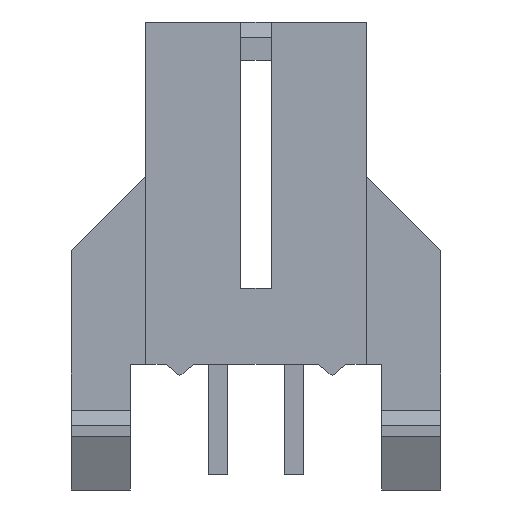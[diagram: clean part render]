
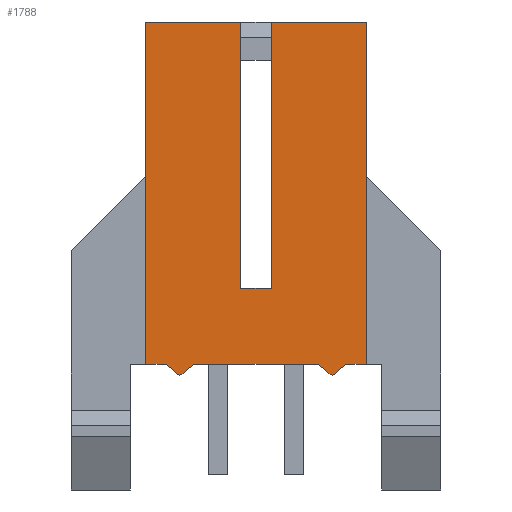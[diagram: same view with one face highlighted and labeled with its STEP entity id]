
A CAD part, front view. The second image highlights one B-rep face of the part: STEP entity #1788.
In plain terms, the highlighted planar face has unit normal (0, -1, 0).
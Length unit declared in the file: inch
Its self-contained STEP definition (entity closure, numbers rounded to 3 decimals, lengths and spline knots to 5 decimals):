
#5=DIRECTION('',(1.,0.,0.));
#6=VECTOR('',#5,0.16425);
#7=CARTESIAN_POINT('',(-0.08212,-0.1,-0.225));
#8=LINE('',#7,#6);
#29=DIRECTION('',(1.,0.,0.));
#30=VECTOR('',#29,0.02712);
#31=CARTESIAN_POINT('',(0.11788,-0.1,-0.225));
#32=LINE('',#31,#30);
#49=DIRECTION('',(1.,0.,0.));
#50=VECTOR('',#49,0.02712);
#51=CARTESIAN_POINT('',(-0.145,-0.1,-0.225));
#52=LINE('',#51,#50);
#169=DIRECTION('',(-0.766,0.,-0.643));
#170=VECTOR('',#169,0.02334);
#171=CARTESIAN_POINT('',(0.11788,-0.1,-0.225));
#172=LINE('',#171,#170);
#173=DIRECTION('',(-0.766,0.,0.643));
#174=VECTOR('',#173,0.02334);
#175=CARTESIAN_POINT('',(0.1,-0.1,-0.24));
#176=LINE('',#175,#174);
#177=DIRECTION('',(-0.766,0.,-0.643));
#178=VECTOR('',#177,0.02334);
#179=CARTESIAN_POINT('',(-0.08212,-0.1,-0.225));
#180=LINE('',#179,#178);
#181=DIRECTION('',(-0.766,0.,0.643));
#182=VECTOR('',#181,0.02334);
#183=CARTESIAN_POINT('',(-0.1,-0.1,-0.24));
#184=LINE('',#183,#182);
#185=DIRECTION('',(0.,0.,1.));
#186=VECTOR('',#185,0.45);
#187=CARTESIAN_POINT('',(-0.145,-0.1,-0.225));
#188=LINE('',#187,#186);
#189=DIRECTION('',(0.,0.,-1.));
#190=VECTOR('',#189,0.35);
#191=CARTESIAN_POINT('',(-0.02,-0.1,0.225));
#192=LINE('',#191,#190);
#193=DIRECTION('',(1.,0.,0.));
#194=VECTOR('',#193,0.04);
#195=CARTESIAN_POINT('',(-0.02,-0.1,-0.125));
#196=LINE('',#195,#194);
#197=DIRECTION('',(0.,0.,-1.));
#198=VECTOR('',#197,0.35);
#199=CARTESIAN_POINT('',(0.02,-0.1,0.225));
#200=LINE('',#199,#198);
#527=DIRECTION('',(0.,0.,1.));
#528=VECTOR('',#527,0.45);
#529=CARTESIAN_POINT('',(0.145,-0.1,-0.225));
#530=LINE('',#529,#528);
#721=DIRECTION('',(1.,0.,0.));
#722=VECTOR('',#721,0.125);
#723=CARTESIAN_POINT('',(-0.145,-0.1,0.225));
#724=LINE('',#723,#722);
#737=DIRECTION('',(1.,0.,0.));
#738=VECTOR('',#737,0.125);
#739=CARTESIAN_POINT('',(0.02,-0.1,0.225));
#740=LINE('',#739,#738);
#1202=CARTESIAN_POINT('',(-0.145,-0.1,0.225));
#1204=VERTEX_POINT('',#1202);
#1205=CARTESIAN_POINT('',(0.145,-0.1,0.225));
#1207=VERTEX_POINT('',#1205);
#1209=CARTESIAN_POINT('',(-0.145,-0.1,-0.225));
#1210=VERTEX_POINT('',#1209);
#1211=CARTESIAN_POINT('',(0.145,-0.1,-0.225));
#1212=VERTEX_POINT('',#1211);
#1309=CARTESIAN_POINT('',(-0.1,-0.1,-0.24));
#1311=VERTEX_POINT('',#1309);
#1313=CARTESIAN_POINT('',(0.1,-0.1,-0.24));
#1315=VERTEX_POINT('',#1313);
#1317=CARTESIAN_POINT('',(-0.08212,-0.1,-0.225));
#1319=VERTEX_POINT('',#1317);
#1321=CARTESIAN_POINT('',(-0.11788,-0.1,-0.225));
#1323=VERTEX_POINT('',#1321);
#1325=CARTESIAN_POINT('',(0.11788,-0.1,-0.225));
#1327=VERTEX_POINT('',#1325);
#1329=CARTESIAN_POINT('',(0.08212,-0.1,-0.225));
#1331=VERTEX_POINT('',#1329);
#1509=CARTESIAN_POINT('',(-0.02,-0.1,0.225));
#1511=VERTEX_POINT('',#1509);
#1513=CARTESIAN_POINT('',(0.02,-0.1,0.225));
#1515=VERTEX_POINT('',#1513);
#1517=CARTESIAN_POINT('',(-0.02,-0.1,-0.125));
#1518=CARTESIAN_POINT('',(0.02,-0.1,-0.125));
#1519=VERTEX_POINT('',#1517);
#1520=VERTEX_POINT('',#1518);
#1758=CARTESIAN_POINT('',(-0.145,-0.1,-0.225));
#1759=DIRECTION('',(0.,-1.,0.));
#1760=DIRECTION('',(1.,0.,0.));
#1761=AXIS2_PLACEMENT_3D('',#1758,#1759,#1760);
#1762=PLANE('',#1761);
#1763=ORIENTED_EDGE('',*,*,#1642,.F.);
#1765=ORIENTED_EDGE('',*,*,#1764,.T.);
#1766=ORIENTED_EDGE('',*,*,#1750,.T.);
#1767=ORIENTED_EDGE('',*,*,#1600,.F.);
#1768=ORIENTED_EDGE('',*,*,#1703,.T.);
#1770=ORIENTED_EDGE('',*,*,#1769,.T.);
#1771=ORIENTED_EDGE('',*,*,#1668,.F.);
#1773=ORIENTED_EDGE('',*,*,#1772,.T.);
#1775=ORIENTED_EDGE('',*,*,#1774,.T.);
#1777=ORIENTED_EDGE('',*,*,#1776,.T.);
#1779=ORIENTED_EDGE('',*,*,#1778,.T.);
#1781=ORIENTED_EDGE('',*,*,#1780,.F.);
#1783=ORIENTED_EDGE('',*,*,#1782,.T.);
#1785=ORIENTED_EDGE('',*,*,#1784,.F.);
#1786=EDGE_LOOP('',(#1763,#1765,#1766,#1767,#1768,#1770,#1771,#1773,#1775,#1777,
#1779,#1781,#1783,#1785));
#1787=FACE_OUTER_BOUND('',#1786,.F.);
#1788=ADVANCED_FACE('',(#1787),#1762,.T.);
#1600=EDGE_CURVE('',#1319,#1331,#8,.T.);
#1642=EDGE_CURVE('',#1327,#1212,#32,.T.);
#1668=EDGE_CURVE('',#1210,#1323,#52,.T.);
#1703=EDGE_CURVE('',#1319,#1311,#180,.T.);
#1750=EDGE_CURVE('',#1315,#1331,#176,.T.);
#1764=EDGE_CURVE('',#1327,#1315,#172,.T.);
#1769=EDGE_CURVE('',#1311,#1323,#184,.T.);
#1772=EDGE_CURVE('',#1210,#1204,#188,.T.);
#1774=EDGE_CURVE('',#1204,#1511,#724,.T.);
#1776=EDGE_CURVE('',#1511,#1519,#192,.T.);
#1778=EDGE_CURVE('',#1519,#1520,#196,.T.);
#1780=EDGE_CURVE('',#1515,#1520,#200,.T.);
#1782=EDGE_CURVE('',#1515,#1207,#740,.T.);
#1784=EDGE_CURVE('',#1212,#1207,#530,.T.);
